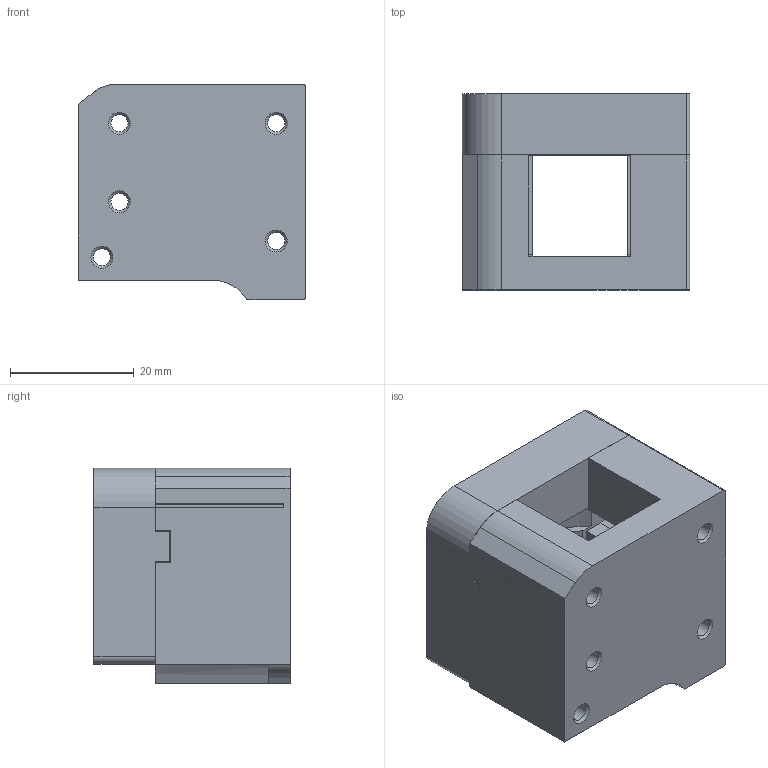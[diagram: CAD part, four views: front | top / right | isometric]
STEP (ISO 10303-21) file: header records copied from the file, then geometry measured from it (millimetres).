
FILE_DESCRIPTION(/* description */ (''),/* implementation_level */ '2;1');
FILE_NAME(/* name */ 'Division DartBox Mount.step',/* time_stamp */ '2023-08-23T15:30:52-04:00',/* author */ (''),/* organization */ (''),/* preprocessor_version */ 'ST-DEVELOPER v20',/* originating_system */ 'Autodesk Translation Framework v12.9.0.99',/* authorisation */ '');
FILE_SCHEMA (('AUTOMOTIVE_DESIGN { 1 0 10303 214 3 1 1 }'));
Length unit declared in the file: inch
Products named in the file (1): Division DartBox Mount
Bounding box: 36.83 x 31.75 x 34.92 mm (x, y, z)
Volume: 25460.1 mm3; surface area: 11785.2 mm2
Topology: 2 solids, 2 shells, 92 faces, 264 edges, 171 vertices
Faces by surface type: plane 46, cylinder 35, cone 11
Full cylindrical faces by diameter (mm): 2.54 x4, 2.769 x5, 4.318 x5
Entity records: 3140 total; most frequent: CARTESIAN_POINT 573, DIRECTION 526, ORIENTED_EDGE 524, EDGE_CURVE 262, AXIS2_PLACEMENT_3D 176, LINE 174, VECTOR 174, VERTEX_POINT 171
